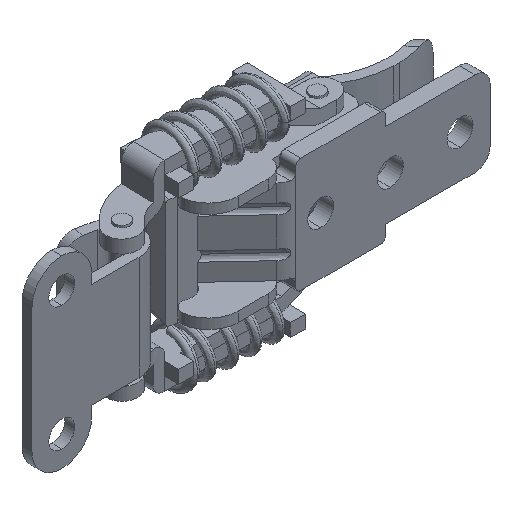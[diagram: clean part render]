
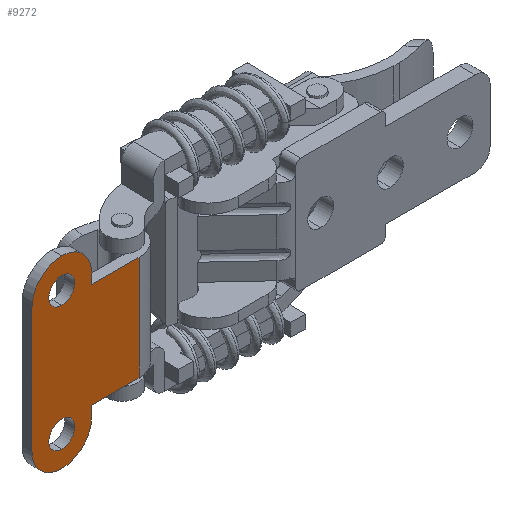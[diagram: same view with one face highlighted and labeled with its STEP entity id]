
A CAD part, isometric view. The second image highlights one B-rep face of the part: STEP entity #9272.
In plain terms, the highlighted planar face has unit normal (0, -1, 0).
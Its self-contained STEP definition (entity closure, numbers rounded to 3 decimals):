
#4200 = CARTESIAN_POINT ( 'NONE',  ( -15.5, -5.5, 9.9 ) ) ;
#4289 = CARTESIAN_POINT ( 'NONE',  ( -15.5, -5.5, 18.5 ) ) ;
#4290 = DIRECTION ( 'NONE',  ( -1., 0., 0. ) ) ;
#4291 = DIRECTION ( 'NONE',  ( 0., 1., 0. ) ) ;
#4292 = CARTESIAN_POINT ( 'NONE',  ( -15.5, -5.5, 12.5 ) ) ;
#4293 = AXIS2_PLACEMENT_3D ( 'NONE', #4292, #4291, #4290 ) ;
#4294 = CIRCLE ( 'NONE', #4293, 6. ) ;
#4295 = DIRECTION ( 'NONE',  ( -1., 0., 0. ) ) ;
#4296 = DIRECTION ( 'NONE',  ( 0., 1., 0. ) ) ;
#4297 = CARTESIAN_POINT ( 'NONE',  ( -15.5, -5.5, 12.5 ) ) ;
#4298 = AXIS2_PLACEMENT_3D ( 'NONE', #4297, #4296, #4295 ) ;
#4299 = CIRCLE ( 'NONE', #4298, 2.6 ) ;
#4318 = CARTESIAN_POINT ( 'NONE',  ( -21.5, -5.5, 12.5 ) ) ;
#4348 = CARTESIAN_POINT ( 'NONE',  ( -15.5, -5.5, 15.1 ) ) ;
#4349 = DIRECTION ( 'NONE',  ( -1., 0., 0. ) ) ;
#4350 = DIRECTION ( 'NONE',  ( 0., 1., 0. ) ) ;
#4351 = CARTESIAN_POINT ( 'NONE',  ( -15.5, -5.5, 12.5 ) ) ;
#4352 = AXIS2_PLACEMENT_3D ( 'NONE', #4351, #4350, #4349 ) ;
#4353 = CIRCLE ( 'NONE', #4352, 2.6 ) ;
#4354 = DIRECTION ( 'NONE',  ( -1., 0., 0. ) ) ;
#4355 = DIRECTION ( 'NONE',  ( 0., 1., 0. ) ) ;
#4356 = CARTESIAN_POINT ( 'NONE',  ( -15.5, -5.5, -12.5 ) ) ;
#4357 = AXIS2_PLACEMENT_3D ( 'NONE', #4356, #4355, #4354 ) ;
#4358 = CIRCLE ( 'NONE', #4357, 2.6 ) ;
#4359 = DIRECTION ( 'NONE',  ( -1., 0., 0. ) ) ;
#4360 = DIRECTION ( 'NONE',  ( 0., 1., 0. ) ) ;
#4361 = CARTESIAN_POINT ( 'NONE',  ( 0., -5.5, 20. ) ) ;
#4362 = AXIS2_PLACEMENT_3D ( 'NONE', #4361, #4360, #4359 ) ;
#4363 = PLANE ( 'NONE',  #4362 ) ;
#4364 = FACE_OUTER_BOUND ( 'NONE', #9340, .T. ) ;
#4365 = FACE_BOUND ( 'NONE', #9277, .T. ) ;
#4366 = FACE_BOUND ( 'NONE', #9273, .T. ) ;
#4381 = CARTESIAN_POINT ( 'NONE',  ( -15.5, -5.5, -9.9 ) ) ;
#4382 = CARTESIAN_POINT ( 'NONE',  ( -15.5, -5.5, -15.1 ) ) ;
#4383 = DIRECTION ( 'NONE',  ( -1., 0., 0. ) ) ;
#4384 = DIRECTION ( 'NONE',  ( 0., 1., 0. ) ) ;
#4385 = CARTESIAN_POINT ( 'NONE',  ( -15.5, -5.5, -12.5 ) ) ;
#4386 = AXIS2_PLACEMENT_3D ( 'NONE', #4385, #4384, #4383 ) ;
#4387 = CIRCLE ( 'NONE', #4386, 2.6 ) ;
#4388 = CARTESIAN_POINT ( 'NONE',  ( -21.5, -5.5, -12.5 ) ) ;
#4389 = DIRECTION ( 'NONE',  ( 0., 0., -1. ) ) ;
#4390 = VECTOR ( 'NONE', #4389, 1000. ) ;
#4391 = CARTESIAN_POINT ( 'NONE',  ( -21.5, -5.5, 20. ) ) ;
#4392 = LINE ( 'NONE', #4391, #4390 ) ;
#4441 = DIRECTION ( 'NONE',  ( 0., 0., -1. ) ) ;
#4442 = VECTOR ( 'NONE', #4441, 1000. ) ;
#4443 = CARTESIAN_POINT ( 'NONE',  ( 0., -5.5, 20. ) ) ;
#4444 = LINE ( 'NONE', #4443, #4442 ) ;
#4445 = CARTESIAN_POINT ( 'NONE',  ( 0., -5.5, -10.5 ) ) ;
#4446 = DIRECTION ( 'NONE',  ( -1., 0., 0. ) ) ;
#4447 = VECTOR ( 'NONE', #4446, 1000. ) ;
#4448 = CARTESIAN_POINT ( 'NONE',  ( 0., -5.5, -10.5 ) ) ;
#4449 = LINE ( 'NONE', #4448, #4447 ) ;
#4450 = CARTESIAN_POINT ( 'NONE',  ( -9.5, -5.5, -10.5 ) ) ;
#4451 = DIRECTION ( 'NONE',  ( 0., 0., -1. ) ) ;
#4452 = VECTOR ( 'NONE', #4451, 1000. ) ;
#4453 = CARTESIAN_POINT ( 'NONE',  ( -9.5, -5.5, 20. ) ) ;
#4454 = LINE ( 'NONE', #4453, #4452 ) ;
#4455 = CARTESIAN_POINT ( 'NONE',  ( -9.5, -5.5, -12.5 ) ) ;
#4456 = DIRECTION ( 'NONE',  ( -1., 0., 0. ) ) ;
#4457 = DIRECTION ( 'NONE',  ( 0., 1., 0. ) ) ;
#4458 = CARTESIAN_POINT ( 'NONE',  ( -15.5, -5.5, -12.5 ) ) ;
#4459 = AXIS2_PLACEMENT_3D ( 'NONE', #4458, #4457, #4456 ) ;
#4460 = CIRCLE ( 'NONE', #4459, 6. ) ;
#4476 = DIRECTION ( 'NONE',  ( -1., 0., 0. ) ) ;
#4477 = DIRECTION ( 'NONE',  ( 0., 1., 0. ) ) ;
#4478 = CARTESIAN_POINT ( 'NONE',  ( -15.5, -5.5, 12.5 ) ) ;
#4479 = AXIS2_PLACEMENT_3D ( 'NONE', #4478, #4477, #4476 ) ;
#4480 = CIRCLE ( 'NONE', #4479, 6. ) ;
#4481 = CARTESIAN_POINT ( 'NONE',  ( -9.5, -5.5, 12.5 ) ) ;
#4482 = DIRECTION ( 'NONE',  ( 0., 0., -1. ) ) ;
#4483 = VECTOR ( 'NONE', #4482, 1000. ) ;
#4484 = CARTESIAN_POINT ( 'NONE',  ( -9.5, -5.5, 20. ) ) ;
#4485 = LINE ( 'NONE', #4484, #4483 ) ;
#4486 = CARTESIAN_POINT ( 'NONE',  ( 0., -5.5, 10.5 ) ) ;
#4487 = CARTESIAN_POINT ( 'NONE',  ( -9.5, -5.5, 10.5 ) ) ;
#4488 = DIRECTION ( 'NONE',  ( 1., 0., 0. ) ) ;
#4489 = VECTOR ( 'NONE', #4488, 1000. ) ;
#4490 = CARTESIAN_POINT ( 'NONE',  ( 0., -5.5, 10.5 ) ) ;
#4491 = LINE ( 'NONE', #4490, #4489 ) ;
#9173 = VERTEX_POINT ( 'NONE', #4200 ) ;
#9230 = EDGE_CURVE ( 'NONE', #9173, #9280, #4299, .T. ) ;
#9233 = EDGE_CURVE ( 'NONE', #9257, #9234, #4294, .T. ) ;
#9234 = VERTEX_POINT ( 'NONE', #4289 ) ;
#9257 = VERTEX_POINT ( 'NONE', #4318 ) ;
#9272 = ADVANCED_FACE ( 'NONE', ( #4366, #4365, #4364 ), #4363, .F. ) ;
#9273 = EDGE_LOOP ( 'NONE', ( #9274, #9276 ) ) ;
#9274 = ORIENTED_EDGE ( 'NONE', *, *, #9275, .T. ) ;
#9275 = EDGE_CURVE ( 'NONE', #9298, #9297, #4358, .T. ) ;
#9276 = ORIENTED_EDGE ( 'NONE', *, *, #9296, .T. ) ;
#9277 = EDGE_LOOP ( 'NONE', ( #9278, #9339 ) ) ;
#9278 = ORIENTED_EDGE ( 'NONE', *, *, #9279, .T. ) ;
#9279 = EDGE_CURVE ( 'NONE', #9280, #9173, #4353, .T. ) ;
#9280 = VERTEX_POINT ( 'NONE', #4348 ) ;
#9292 = EDGE_CURVE ( 'NONE', #9257, #9293, #4392, .T. ) ;
#9293 = VERTEX_POINT ( 'NONE', #4388 ) ;
#9296 = EDGE_CURVE ( 'NONE', #9297, #9298, #4387, .T. ) ;
#9297 = VERTEX_POINT ( 'NONE', #4382 ) ;
#9298 = VERTEX_POINT ( 'NONE', #4381 ) ;
#9323 = ORIENTED_EDGE ( 'NONE', *, *, #9324, .F. ) ;
#9324 = EDGE_CURVE ( 'NONE', #9325, #9293, #4460, .T. ) ;
#9325 = VERTEX_POINT ( 'NONE', #4455 ) ;
#9326 = ORIENTED_EDGE ( 'NONE', *, *, #9327, .F. ) ;
#9327 = EDGE_CURVE ( 'NONE', #9328, #9325, #4454, .T. ) ;
#9328 = VERTEX_POINT ( 'NONE', #4450 ) ;
#9329 = ORIENTED_EDGE ( 'NONE', *, *, #9330, .F. ) ;
#9330 = EDGE_CURVE ( 'NONE', #9331, #9328, #4449, .T. ) ;
#9331 = VERTEX_POINT ( 'NONE', #4445 ) ;
#9332 = ORIENTED_EDGE ( 'NONE', *, *, #9333, .F. ) ;
#9333 = EDGE_CURVE ( 'NONE', #9344, #9331, #4444, .T. ) ;
#9339 = ORIENTED_EDGE ( 'NONE', *, *, #9230, .T. ) ;
#9340 = EDGE_LOOP ( 'NONE', ( #9341, #9345, #9348, #9350, #9351, #9323, #9326, #9329, #9332 ) ) ;
#9341 = ORIENTED_EDGE ( 'NONE', *, *, #9342, .F. ) ;
#9342 = EDGE_CURVE ( 'NONE', #9343, #9344, #4491, .T. ) ;
#9343 = VERTEX_POINT ( 'NONE', #4487 ) ;
#9344 = VERTEX_POINT ( 'NONE', #4486 ) ;
#9345 = ORIENTED_EDGE ( 'NONE', *, *, #9346, .F. ) ;
#9346 = EDGE_CURVE ( 'NONE', #9347, #9343, #4485, .T. ) ;
#9347 = VERTEX_POINT ( 'NONE', #4481 ) ;
#9348 = ORIENTED_EDGE ( 'NONE', *, *, #9349, .F. ) ;
#9349 = EDGE_CURVE ( 'NONE', #9234, #9347, #4480, .T. ) ;
#9350 = ORIENTED_EDGE ( 'NONE', *, *, #9233, .F. ) ;
#9351 = ORIENTED_EDGE ( 'NONE', *, *, #9292, .T. ) ;
